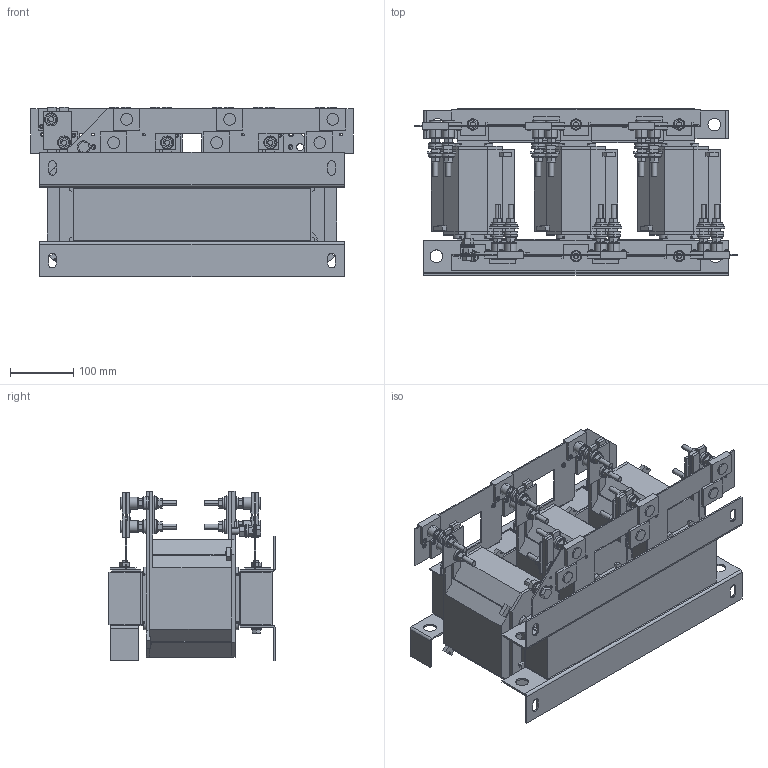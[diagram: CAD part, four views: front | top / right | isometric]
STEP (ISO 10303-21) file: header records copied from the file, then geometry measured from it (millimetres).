
FILE_DESCRIPTION (( 'STEP AP214' ), '1' );
FILE_NAME ('998274.STEP', '2025-02-13T14:07:07', ( '' ), ( '' ), 'SwSTEP 2.0', 'SolidWorks 2022', '' );
FILE_SCHEMA (( 'AUTOMOTIVE_DESIGN' ));
Products named in the file (1): 998274
Bounding box: 509 x 262.56 x 266.4 mm (x, y, z)
Volume: 13060036.1 mm3; surface area: 1057426.7 mm2
Topology: 1 solids, 2 shells, 2121 faces, 5397 edges, 3436 vertices
Faces by surface type: plane 1447, cylinder 450, bspline 144, cone 42, torus 38
Entity records: 68395 total; most frequent: CARTESIAN_POINT 16887, ORIENTED_EDGE 10794, DIRECTION 10385, EDGE_CURVE 5397, VECTOR 3869, LINE 3869, VERTEX_POINT 3436, AXIS2_PLACEMENT_3D 3258
